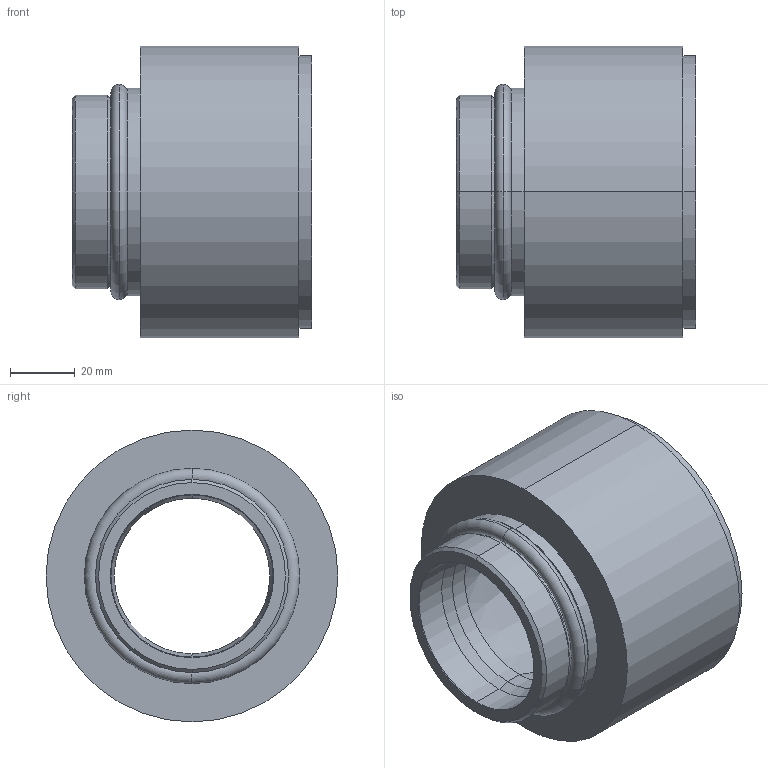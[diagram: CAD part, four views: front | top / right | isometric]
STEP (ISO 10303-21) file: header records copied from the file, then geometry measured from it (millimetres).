
FILE_DESCRIPTION (( 'STEP AP214' ), '1' );
FILE_NAME ('22813 A_Übergangsstück.STEP', '2012-11-07T13:07:19', ( 'Admin2' ), ( '' ), 'SwSTEP 2.0', 'SolidWorks 2010', '' );
FILE_SCHEMA (( 'AUTOMOTIVE_DESIGN' ));
Length unit declared in the file: millimetre
Products named in the file (1): 22813 A_躡ergangsst點k
Bounding box: 74 x 90 x 90 mm (x, y, z)
Surface area: 44044.5 mm2 (no closed solid volume)
Topology: 0 solids, 2 shells, 49 faces, 100 edges, 58 vertices
Faces by surface type: cylinder 20, cone 16, plane 7, torus 6
Entity records: 1853 total; most frequent: DIRECTION 264, CARTESIAN_POINT 208, ORIENTED_EDGE 196, AXIS2_PLACEMENT_3D 114, EDGE_CURVE 100, CIRCLE 64, VERTEX_POINT 58, EDGE_LOOP 56
